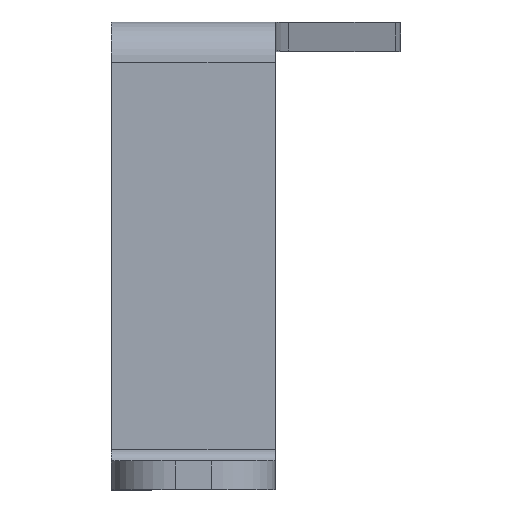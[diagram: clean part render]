
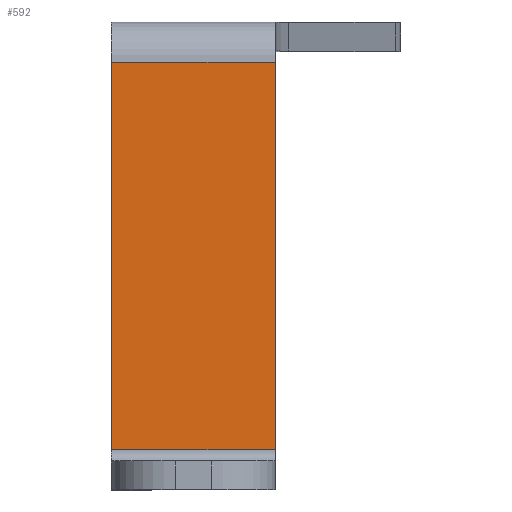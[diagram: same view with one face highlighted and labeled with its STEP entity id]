
A CAD part, top view. The second image highlights one B-rep face of the part: STEP entity #592.
In plain terms, the highlighted planar face has unit normal (0, 0, 1).
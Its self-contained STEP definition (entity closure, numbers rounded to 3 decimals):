
#10 = VECTOR ( 'NONE', #971, 1000. ) ;
#76 = EDGE_CURVE ( 'NONE', #170, #803, #579, .T. ) ;
#101 = DIRECTION ( 'NONE',  ( 0., -1., 0. ) ) ;
#124 = DIRECTION ( 'NONE',  ( 0., -1., 0. ) ) ;
#129 = LINE ( 'NONE', #139, #10 ) ;
#139 = CARTESIAN_POINT ( 'NONE',  ( 7., 43.792, -10. ) ) ;
#164 = PLANE ( 'NONE',  #489 ) ;
#170 = VERTEX_POINT ( 'NONE', #515 ) ;
#198 = CARTESIAN_POINT ( 'NONE',  ( 7., 0., -10. ) ) ;
#260 = ORIENTED_EDGE ( 'NONE', *, *, #957, .F. ) ;
#264 = CARTESIAN_POINT ( 'NONE',  ( 0., 0., -10. ) ) ;
#279 = CARTESIAN_POINT ( 'NONE',  ( 7., 43.792, -10. ) ) ;
#282 = EDGE_LOOP ( 'NONE', ( #838, #938, #510, #260 ) ) ;
#295 = CARTESIAN_POINT ( 'NONE',  ( -11., 45.062, -10. ) ) ;
#339 = DIRECTION ( 'NONE',  ( 0., 0., 1. ) ) ;
#368 = CARTESIAN_POINT ( 'NONE',  ( -11., 43.792, -10. ) ) ;
#395 = LINE ( 'NONE', #688, #799 ) ;
#489 = AXIS2_PLACEMENT_3D ( 'NONE', #264, #339, #101 ) ;
#510 = ORIENTED_EDGE ( 'NONE', *, *, #76, .F. ) ;
#515 = CARTESIAN_POINT ( 'NONE',  ( -11., 1.27, -10. ) ) ;
#541 = DIRECTION ( 'NONE',  ( -1., 0., 0. ) ) ;
#579 = LINE ( 'NONE', #295, #641 ) ;
#583 = LINE ( 'NONE', #198, #699 ) ;
#592 = ADVANCED_FACE ( 'NONE', ( #781 ), #164, .T. ) ;
#641 = VECTOR ( 'NONE', #897, 1000. ) ;
#688 = CARTESIAN_POINT ( 'NONE',  ( 7., 1.27, -10. ) ) ;
#699 = VECTOR ( 'NONE', #124, 1000. ) ;
#781 = FACE_OUTER_BOUND ( 'NONE', #282, .T. ) ;
#789 = VERTEX_POINT ( 'NONE', #279 ) ;
#799 = VECTOR ( 'NONE', #541, 1000. ) ;
#803 = VERTEX_POINT ( 'NONE', #368 ) ;
#824 = EDGE_CURVE ( 'NONE', #789, #803, #129, .T. ) ;
#838 = ORIENTED_EDGE ( 'NONE', *, *, #848, .F. ) ;
#848 = EDGE_CURVE ( 'NONE', #789, #974, #583, .T. ) ;
#897 = DIRECTION ( 'NONE',  ( 0., 1., 0. ) ) ;
#918 = CARTESIAN_POINT ( 'NONE',  ( 7., 1.27, -10. ) ) ;
#938 = ORIENTED_EDGE ( 'NONE', *, *, #824, .T. ) ;
#957 = EDGE_CURVE ( 'NONE', #974, #170, #395, .T. ) ;
#971 = DIRECTION ( 'NONE',  ( -1., 0., 0. ) ) ;
#974 = VERTEX_POINT ( 'NONE', #918 ) ;
